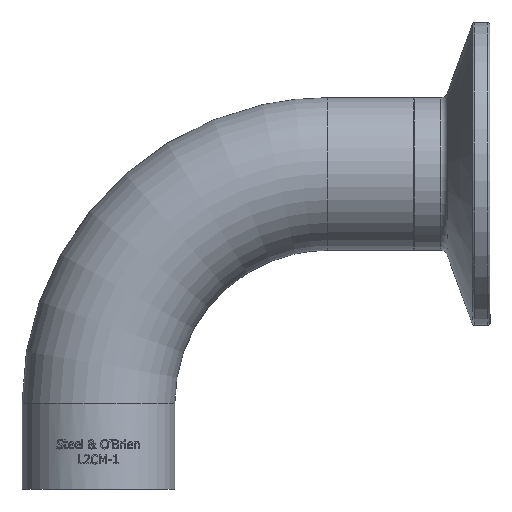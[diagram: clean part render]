
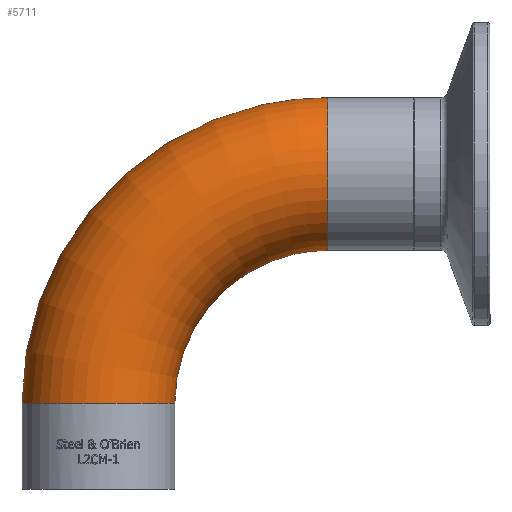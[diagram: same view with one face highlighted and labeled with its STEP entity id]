
A CAD part, top view. The second image highlights one B-rep face of the part: STEP entity #5711.
In plain terms, the highlighted toroidal (fillet/blend) face has major radius 38.1 mm and minor radius 12.7 mm.
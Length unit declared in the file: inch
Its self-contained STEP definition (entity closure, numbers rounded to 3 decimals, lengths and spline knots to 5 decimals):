
#25=TOROIDAL_SURFACE('',#6053,1.5,0.5);
#99=FACE_BOUND('',#1067,.T.);
#694=FACE_OUTER_BOUND('',#1066,.T.);
#1066=EDGE_LOOP('',(#5324));
#1067=EDGE_LOOP('',(#5325));
#1486=CIRCLE('',#6001,0.5);
#1509=CIRCLE('',#6052,0.5);
#2807=VERTEX_POINT('',#12415);
#2830=VERTEX_POINT('',#12489);
#3642=EDGE_CURVE('',#2807,#2807,#1486,.T.);
#3665=EDGE_CURVE('',#2830,#2830,#1509,.T.);
#5324=ORIENTED_EDGE('',*,*,#3665,.F.);
#5325=ORIENTED_EDGE('',*,*,#3642,.T.);
#5711=ADVANCED_FACE('',(#694,#99),#25,.T.);
#6001=AXIS2_PLACEMENT_3D('',#12416,#7003,#7004);
#6052=AXIS2_PLACEMENT_3D('',#12490,#7105,#7106);
#6053=AXIS2_PLACEMENT_3D('',#12491,#7107,#7108);
#7003=DIRECTION('center_axis',(0.,1.,0.));
#7004=DIRECTION('ref_axis',(-1.,0.,0.));
#7105=DIRECTION('center_axis',(1.,0.,0.));
#7106=DIRECTION('ref_axis',(0.,1.,0.));
#7107=DIRECTION('center_axis',(0.,0.,-1.));
#7108=DIRECTION('ref_axis',(-1.,0.,0.));
#12415=CARTESIAN_POINT('',(0.5,0.563,0.));
#12416=CARTESIAN_POINT('Origin',(0.,0.563,0.));
#12489=CARTESIAN_POINT('',(1.5,1.563,0.));
#12490=CARTESIAN_POINT('Origin',(1.5,2.063,0.));
#12491=CARTESIAN_POINT('Origin',(1.5,0.563,0.));
